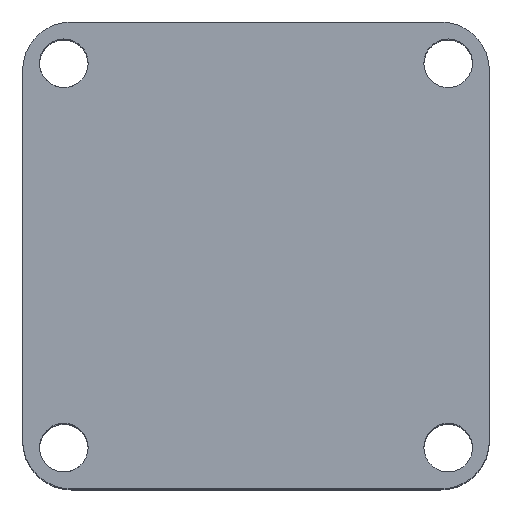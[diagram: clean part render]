
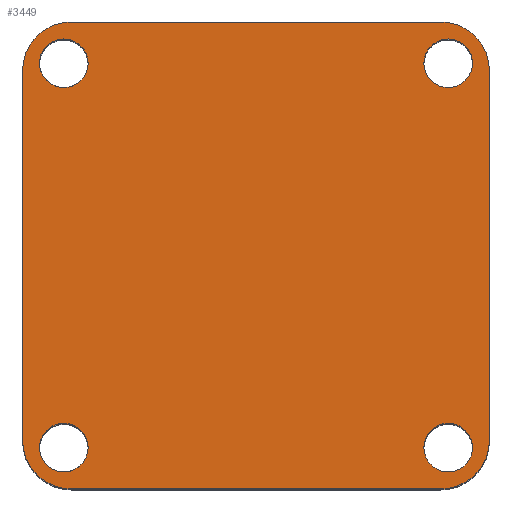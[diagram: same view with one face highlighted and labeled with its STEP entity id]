
A CAD part, top view. The second image highlights one B-rep face of the part: STEP entity #3449.
In plain terms, the highlighted planar face has unit normal (0, 0, 1).
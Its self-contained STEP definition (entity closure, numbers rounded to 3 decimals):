
#2223 = VERTEX_POINT('',#2224);
#2224 = CARTESIAN_POINT('',(19.,-24.,106.));
#2230 = EDGE_CURVE('',#2231,#2223,#2233,.T.);
#2231 = VERTEX_POINT('',#2232);
#2232 = CARTESIAN_POINT('',(-19.,-24.,106.));
#2233 = LINE('',#2234,#2235);
#2234 = CARTESIAN_POINT('',(-24.,-24.,106.));
#2235 = VECTOR('',#2236,1.);
#2236 = DIRECTION('',(1.,0.,0.));
#2712 = VERTEX_POINT('',#2713);
#2713 = CARTESIAN_POINT('',(24.,-19.,106.));
#2771 = VERTEX_POINT('',#2772);
#2772 = CARTESIAN_POINT('',(24.,19.,106.));
#2778 = EDGE_CURVE('',#2712,#2771,#2779,.T.);
#2779 = LINE('',#2780,#2781);
#2780 = CARTESIAN_POINT('',(24.,-24.,106.));
#2781 = VECTOR('',#2782,1.);
#2782 = DIRECTION('',(0.,1.,0.));
#2824 = EDGE_CURVE('',#2231,#2825,#2827,.T.);
#2825 = VERTEX_POINT('',#2826);
#2826 = CARTESIAN_POINT('',(-24.,-19.,106.));
#2827 = CIRCLE('',#2828,5.);
#2828 = AXIS2_PLACEMENT_3D('',#2829,#2830,#2831);
#2829 = CARTESIAN_POINT('',(-19.,-19.,106.));
#2830 = DIRECTION('',(0.,0.,-1.));
#2831 = DIRECTION('',(0.,1.,0.));
#2851 = VERTEX_POINT('',#2852);
#2852 = CARTESIAN_POINT('',(-24.,19.,106.));
#2913 = EDGE_CURVE('',#2851,#2825,#2914,.T.);
#2914 = LINE('',#2915,#2916);
#2915 = CARTESIAN_POINT('',(-24.,24.,106.));
#2916 = VECTOR('',#2917,1.);
#2917 = DIRECTION('',(0.,-1.,0.));
#3057 = EDGE_CURVE('',#2223,#2712,#3058,.T.);
#3058 = CIRCLE('',#3059,5.);
#3059 = AXIS2_PLACEMENT_3D('',#3060,#3061,#3062);
#3060 = CARTESIAN_POINT('',(19.,-19.,106.));
#3061 = DIRECTION('',(0.,-0.,1.));
#3062 = DIRECTION('',(0.,1.,0.));
#3075 = VERTEX_POINT('',#3076);
#3076 = CARTESIAN_POINT('',(22.257,-19.757,106.));
#3085 = EDGE_CURVE('',#3075,#3075,#3086,.T.);
#3086 = CIRCLE('',#3087,2.5);
#3087 = AXIS2_PLACEMENT_3D('',#3088,#3089,#3090);
#3088 = CARTESIAN_POINT('',(19.757,-19.757,106.));
#3089 = DIRECTION('',(0.,0.,1.));
#3090 = DIRECTION('',(1.,0.,0.));
#3101 = VERTEX_POINT('',#3102);
#3102 = CARTESIAN_POINT('',(-17.257,-19.757,106.));
#3111 = EDGE_CURVE('',#3101,#3101,#3112,.T.);
#3112 = CIRCLE('',#3113,2.5);
#3113 = AXIS2_PLACEMENT_3D('',#3114,#3115,#3116);
#3114 = CARTESIAN_POINT('',(-19.757,-19.757,106.));
#3115 = DIRECTION('',(0.,0.,1.));
#3116 = DIRECTION('',(1.,0.,0.));
#3449 = ADVANCED_FACE('',(#3450,#3481,#3484,#3487,#3498),#3509,.T.);
#3450 = FACE_BOUND('',#3451,.T.);
#3451 = EDGE_LOOP('',(#3452,#3462,#3469,#3470,#3471,#3472,#3473,#3474));
#3452 = ORIENTED_EDGE('',*,*,#3453,.T.);
#3453 = EDGE_CURVE('',#3454,#3456,#3458,.T.);
#3454 = VERTEX_POINT('',#3455);
#3455 = CARTESIAN_POINT('',(19.,24.,106.));
#3456 = VERTEX_POINT('',#3457);
#3457 = CARTESIAN_POINT('',(-19.,24.,106.));
#3458 = LINE('',#3459,#3460);
#3459 = CARTESIAN_POINT('',(24.,24.,106.));
#3460 = VECTOR('',#3461,1.);
#3461 = DIRECTION('',(-1.,0.,0.));
#3462 = ORIENTED_EDGE('',*,*,#3463,.F.);
#3463 = EDGE_CURVE('',#2851,#3456,#3464,.T.);
#3464 = CIRCLE('',#3465,5.);
#3465 = AXIS2_PLACEMENT_3D('',#3466,#3467,#3468);
#3466 = CARTESIAN_POINT('',(-19.,19.,106.));
#3467 = DIRECTION('',(0.,0.,-1.));
#3468 = DIRECTION('',(0.,1.,0.));
#3469 = ORIENTED_EDGE('',*,*,#2913,.T.);
#3470 = ORIENTED_EDGE('',*,*,#2824,.F.);
#3471 = ORIENTED_EDGE('',*,*,#2230,.T.);
#3472 = ORIENTED_EDGE('',*,*,#3057,.T.);
#3473 = ORIENTED_EDGE('',*,*,#2778,.T.);
#3474 = ORIENTED_EDGE('',*,*,#3475,.T.);
#3475 = EDGE_CURVE('',#2771,#3454,#3476,.T.);
#3476 = CIRCLE('',#3477,5.);
#3477 = AXIS2_PLACEMENT_3D('',#3478,#3479,#3480);
#3478 = CARTESIAN_POINT('',(19.,19.,106.));
#3479 = DIRECTION('',(0.,-0.,1.));
#3480 = DIRECTION('',(0.,1.,0.));
#3481 = FACE_BOUND('',#3482,.T.);
#3482 = EDGE_LOOP('',(#3483));
#3483 = ORIENTED_EDGE('',*,*,#3085,.F.);
#3484 = FACE_BOUND('',#3485,.T.);
#3485 = EDGE_LOOP('',(#3486));
#3486 = ORIENTED_EDGE('',*,*,#3111,.F.);
#3487 = FACE_BOUND('',#3488,.T.);
#3488 = EDGE_LOOP('',(#3489));
#3489 = ORIENTED_EDGE('',*,*,#3490,.F.);
#3490 = EDGE_CURVE('',#3491,#3491,#3493,.T.);
#3491 = VERTEX_POINT('',#3492);
#3492 = CARTESIAN_POINT('',(-17.257,19.757,106.));
#3493 = CIRCLE('',#3494,2.5);
#3494 = AXIS2_PLACEMENT_3D('',#3495,#3496,#3497);
#3495 = CARTESIAN_POINT('',(-19.757,19.757,106.));
#3496 = DIRECTION('',(0.,0.,1.));
#3497 = DIRECTION('',(1.,0.,0.));
#3498 = FACE_BOUND('',#3499,.T.);
#3499 = EDGE_LOOP('',(#3500));
#3500 = ORIENTED_EDGE('',*,*,#3501,.F.);
#3501 = EDGE_CURVE('',#3502,#3502,#3504,.T.);
#3502 = VERTEX_POINT('',#3503);
#3503 = CARTESIAN_POINT('',(22.257,19.757,106.));
#3504 = CIRCLE('',#3505,2.5);
#3505 = AXIS2_PLACEMENT_3D('',#3506,#3507,#3508);
#3506 = CARTESIAN_POINT('',(19.757,19.757,106.));
#3507 = DIRECTION('',(0.,0.,1.));
#3508 = DIRECTION('',(1.,0.,0.));
#3509 = PLANE('',#3510);
#3510 = AXIS2_PLACEMENT_3D('',#3511,#3512,#3513);
#3511 = CARTESIAN_POINT('',(0.,0.,106.));
#3512 = DIRECTION('',(0.,0.,1.));
#3513 = DIRECTION('',(1.,0.,0.));
